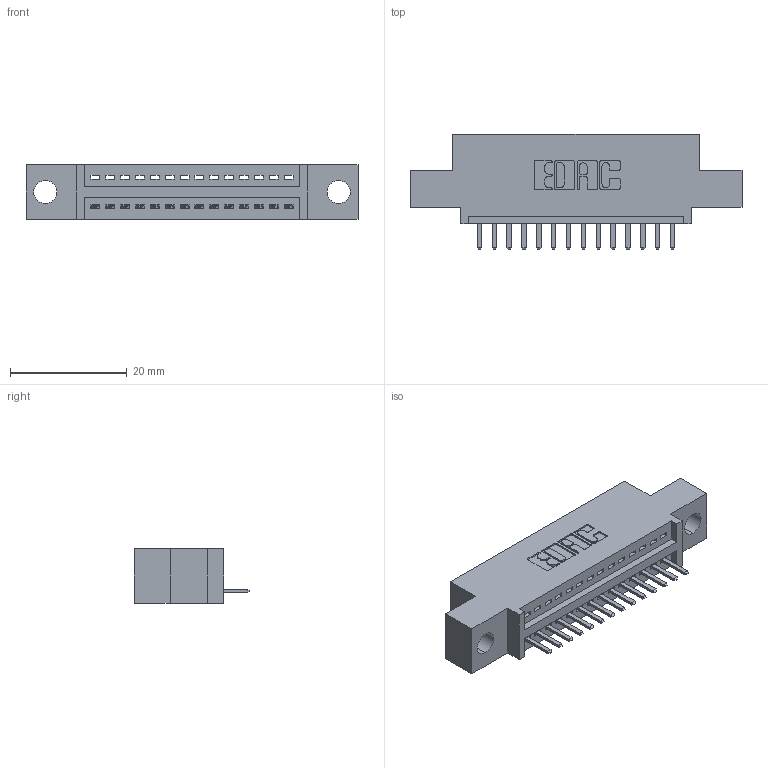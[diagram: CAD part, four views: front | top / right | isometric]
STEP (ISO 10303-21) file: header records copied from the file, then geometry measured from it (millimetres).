
FILE_DESCRIPTION (( 'STEP AP203' ), '1' );
FILE_NAME ('395-014-520-404.STEP', '2019-10-16T03:47:01', ( '' ), ( '' ), 'SwSTEP 2.0', 'SolidWorks 2016', '' );
FILE_SCHEMA (( 'CONFIG_CONTROL_DESIGN' ));
Length unit declared in the file: inch
Products named in the file (3): 345 Part_0.110 Offset - 0.156 Dia-TH; 395-014-520-404; 345-292-001_345-293-120
Assembly tree (15 placements, depth 2):
  395-014-520-404
    345 Part_0.110 Offset - 0.156 Dia-TH
    345-292-001_345-293-120  x14
Bounding box: 56.77 x 19.68 x 9.4 mm (x, y, z)
Volume: 4961.1 mm3; surface area: 5971.2 mm2
Topology: 15 solids, 15 shells, 998 faces, 2929 edges, 1914 vertices
Faces by surface type: plane 672, cylinder 326
Entity records: 14555 total; most frequent: CARTESIAN_POINT 2542, ORIENTED_EDGE 2478, DIRECTION 2247, EDGE_CURVE 1239, VECTOR 1047, LINE 1047, VERTEX_POINT 822, AXIS2_PLACEMENT_3D 600
